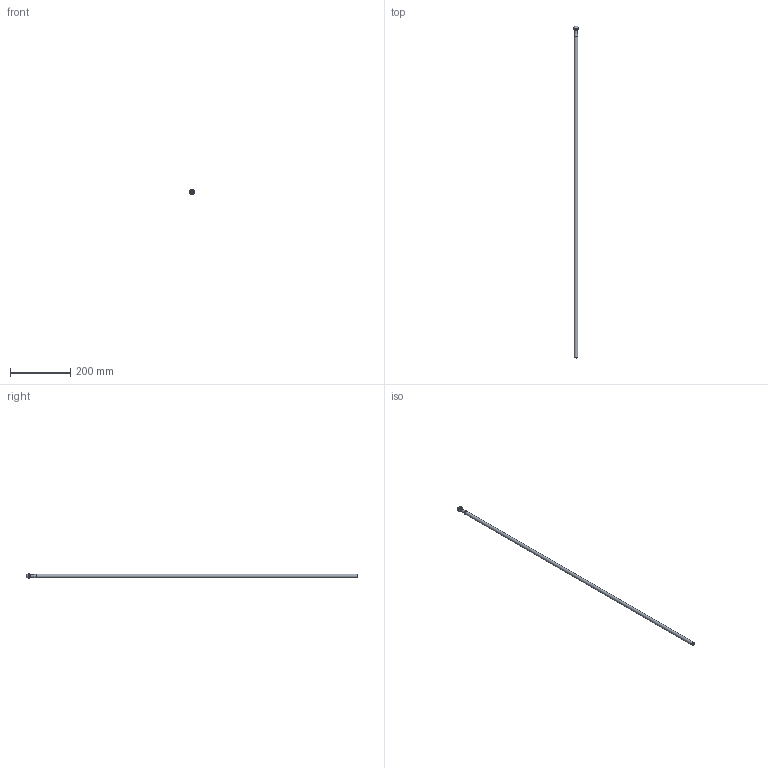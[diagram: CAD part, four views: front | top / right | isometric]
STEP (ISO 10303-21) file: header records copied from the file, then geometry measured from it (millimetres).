
FILE_DESCRIPTION (( 'STEP AP203' ), '1' );
FILE_NAME ('1647-110.STEP', '2022-04-25T11:17:33', ( '' ), ( '' ), 'SwSTEP 2.0', 'SolidWorks 2018', '' );
FILE_SCHEMA (( 'CONFIG_CONTROL_DESIGN' ));
Length unit declared in the file: millimetre
Products named in the file (1): 1647-110
Bounding box: 18.5 x 1100 x 18.5 mm (x, y, z)
Volume: 124207.2 mm3; surface area: 41717.6 mm2
Topology: 1 solids, 1 shells, 237 faces, 633 edges, 421 vertices
Faces by surface type: plane 144, bspline 86, torus 3, cone 2, cylinder 1, sphere 1
Full cylindrical faces by diameter (mm): 12 x1
Entity records: 11215 total; most frequent: CARTESIAN_POINT 5840, ORIENTED_EDGE 1250, DIRECTION 764, EDGE_CURVE 625, LINE 446, VECTOR 446, VERTEX_POINT 419, EDGE_LOOP 266
